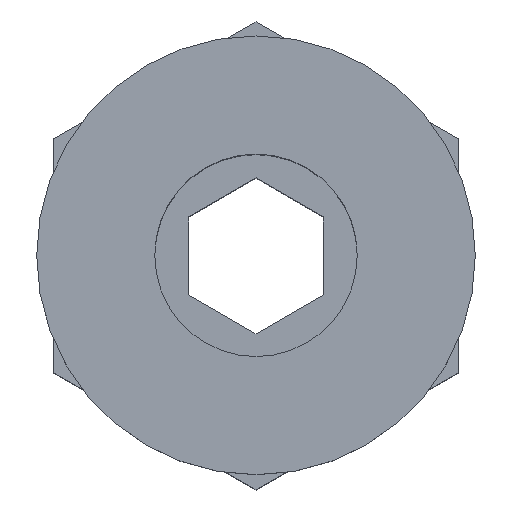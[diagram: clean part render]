
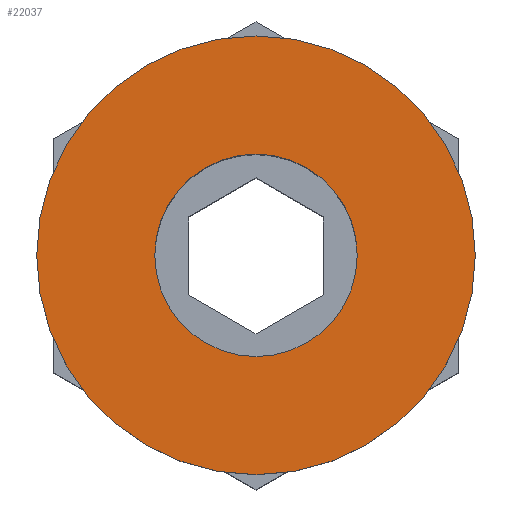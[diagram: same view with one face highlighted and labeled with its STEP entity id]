
A CAD part, top view. The second image highlights one B-rep face of the part: STEP entity #22037.
In plain terms, the highlighted planar face has unit normal (0, 0, 1).
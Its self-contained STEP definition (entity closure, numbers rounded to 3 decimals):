
#21873 = CYLINDRICAL_SURFACE('',#21874,3.);
#21874 = AXIS2_PLACEMENT_3D('',#21875,#21876,#21877);
#21875 = CARTESIAN_POINT('',(0.,0.,12.));
#21876 = DIRECTION('',(0.,0.,1.));
#21877 = DIRECTION('',(1.,0.,0.));
#21932 = VERTEX_POINT('',#21933);
#21933 = CARTESIAN_POINT('',(3.,0.,22.));
#21954 = EDGE_CURVE('',#21932,#21932,#21955,.T.);
#21955 = SURFACE_CURVE('',#21956,(#21961,#21968),.PCURVE_S1.);
#21956 = CIRCLE('',#21957,3.);
#21957 = AXIS2_PLACEMENT_3D('',#21958,#21959,#21960);
#21958 = CARTESIAN_POINT('',(0.,0.,22.));
#21959 = DIRECTION('',(0.,0.,1.));
#21960 = DIRECTION('',(1.,0.,0.));
#21961 = PCURVE('',#21873,#21962);
#21962 = DEFINITIONAL_REPRESENTATION('',(#21963),#21967);
#21963 = LINE('',#21964,#21965);
#21964 = CARTESIAN_POINT('',(0.,10.));
#21965 = VECTOR('',#21966,1.);
#21966 = DIRECTION('',(1.,0.));
#21967 = ( GEOMETRIC_REPRESENTATION_CONTEXT(2) 
PARAMETRIC_REPRESENTATION_CONTEXT() REPRESENTATION_CONTEXT('2D SPACE',''
  ) );
#21968 = PCURVE('',#21969,#21974);
#21969 = PLANE('',#21970);
#21970 = AXIS2_PLACEMENT_3D('',#21971,#21972,#21973);
#21971 = CARTESIAN_POINT('',(0.,0.,22.));
#21972 = DIRECTION('',(0.,0.,1.));
#21973 = DIRECTION('',(1.,0.,0.));
#21974 = DEFINITIONAL_REPRESENTATION('',(#21975),#21979);
#21975 = CIRCLE('',#21976,3.);
#21976 = AXIS2_PLACEMENT_2D('',#21977,#21978);
#21977 = CARTESIAN_POINT('',(0.,0.));
#21978 = DIRECTION('',(1.,0.));
#21979 = ( GEOMETRIC_REPRESENTATION_CONTEXT(2) 
PARAMETRIC_REPRESENTATION_CONTEXT() REPRESENTATION_CONTEXT('2D SPACE',''
  ) );
#22037 = ADVANCED_FACE('',(#22038,#22069),#21969,.T.);
#22038 = FACE_BOUND('',#22039,.T.);
#22039 = EDGE_LOOP('',(#22040));
#22040 = ORIENTED_EDGE('',*,*,#22041,.T.);
#22041 = EDGE_CURVE('',#22042,#22042,#22044,.T.);
#22042 = VERTEX_POINT('',#22043);
#22043 = CARTESIAN_POINT('',(6.5,0.,22.));
#22044 = SURFACE_CURVE('',#22045,(#22050,#22057),.PCURVE_S1.);
#22045 = CIRCLE('',#22046,6.5);
#22046 = AXIS2_PLACEMENT_3D('',#22047,#22048,#22049);
#22047 = CARTESIAN_POINT('',(0.,0.,22.));
#22048 = DIRECTION('',(0.,0.,1.));
#22049 = DIRECTION('',(1.,0.,0.));
#22050 = PCURVE('',#21969,#22051);
#22051 = DEFINITIONAL_REPRESENTATION('',(#22052),#22056);
#22052 = CIRCLE('',#22053,6.5);
#22053 = AXIS2_PLACEMENT_2D('',#22054,#22055);
#22054 = CARTESIAN_POINT('',(0.,0.));
#22055 = DIRECTION('',(1.,0.));
#22056 = ( GEOMETRIC_REPRESENTATION_CONTEXT(2) 
PARAMETRIC_REPRESENTATION_CONTEXT() REPRESENTATION_CONTEXT('2D SPACE',''
  ) );
#22057 = PCURVE('',#22058,#22063);
#22058 = CYLINDRICAL_SURFACE('',#22059,6.5);
#22059 = AXIS2_PLACEMENT_3D('',#22060,#22061,#22062);
#22060 = CARTESIAN_POINT('',(0.,0.,20.5));
#22061 = DIRECTION('',(0.,0.,1.));
#22062 = DIRECTION('',(1.,0.,0.));
#22063 = DEFINITIONAL_REPRESENTATION('',(#22064),#22068);
#22064 = LINE('',#22065,#22066);
#22065 = CARTESIAN_POINT('',(0.,1.5));
#22066 = VECTOR('',#22067,1.);
#22067 = DIRECTION('',(1.,0.));
#22068 = ( GEOMETRIC_REPRESENTATION_CONTEXT(2) 
PARAMETRIC_REPRESENTATION_CONTEXT() REPRESENTATION_CONTEXT('2D SPACE',''
  ) );
#22069 = FACE_BOUND('',#22070,.T.);
#22070 = EDGE_LOOP('',(#22071));
#22071 = ORIENTED_EDGE('',*,*,#21954,.F.);
